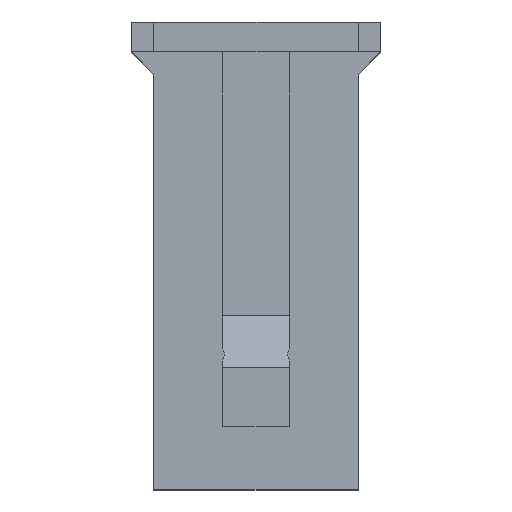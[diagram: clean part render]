
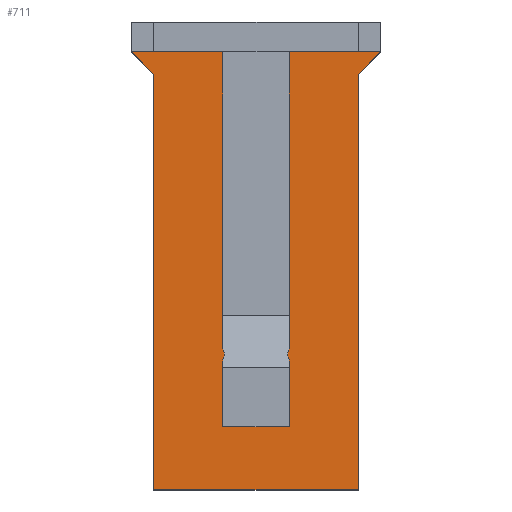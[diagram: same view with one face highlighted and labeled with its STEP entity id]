
A CAD part, top view. The second image highlights one B-rep face of the part: STEP entity #711.
In plain terms, the highlighted planar face has unit normal (0, 0, 1).
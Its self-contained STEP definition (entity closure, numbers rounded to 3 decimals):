
#16=CIRCLE('',#746,1.25);
#18=CIRCLE('',#749,1.25);
#53=FACE_OUTER_BOUND('',#91,.T.);
#91=EDGE_LOOP('',(#614,#615,#616,#617,#618,#619,#620,#621,#622,#623,#624,
#625,#626,#627,#628));
#104=LINE('',#964,#199);
#108=LINE('',#972,#203);
#111=LINE('',#979,#206);
#124=LINE('',#1004,#219);
#127=LINE('',#1009,#222);
#141=LINE('',#1036,#236);
#152=LINE('',#1067,#247);
#153=LINE('',#1069,#248);
#155=LINE('',#1073,#250);
#164=LINE('',#1091,#259);
#173=LINE('',#1109,#268);
#176=LINE('',#1113,#271);
#184=LINE('',#1128,#279);
#199=VECTOR('',#785,10.);
#203=VECTOR('',#791,10.);
#206=VECTOR('',#796,10.);
#219=VECTOR('',#817,10.);
#222=VECTOR('',#820,10.);
#236=VECTOR('',#840,10.);
#247=VECTOR('',#867,10.);
#248=VECTOR('',#870,10.);
#250=VECTOR('',#874,10.);
#259=VECTOR('',#891,10.);
#268=VECTOR('',#904,10.);
#271=VECTOR('',#909,10.);
#279=VECTOR('',#923,10.);
#293=VERTEX_POINT('',#962);
#294=VERTEX_POINT('',#963);
#297=VERTEX_POINT('',#971);
#299=VERTEX_POINT('',#977);
#300=VERTEX_POINT('',#978);
#308=VERTEX_POINT('',#1003);
#310=VERTEX_POINT('',#1008);
#320=VERTEX_POINT('',#1034);
#327=VERTEX_POINT('',#1051);
#328=VERTEX_POINT('',#1053);
#331=VERTEX_POINT('',#1060);
#332=VERTEX_POINT('',#1062);
#333=VERTEX_POINT('',#1072);
#338=VERTEX_POINT('',#1090);
#345=VERTEX_POINT('',#1108);
#359=EDGE_CURVE('',#293,#294,#104,.T.);
#363=EDGE_CURVE('',#297,#294,#108,.T.);
#366=EDGE_CURVE('',#299,#300,#111,.F.);
#379=EDGE_CURVE('',#293,#308,#124,.T.);
#382=EDGE_CURVE('',#310,#299,#127,.T.);
#396=EDGE_CURVE('',#320,#300,#141,.T.);
#404=EDGE_CURVE('',#328,#327,#16,.T.);
#408=EDGE_CURVE('',#332,#331,#18,.T.);
#411=EDGE_CURVE('',#308,#328,#152,.T.);
#412=EDGE_CURVE('',#331,#310,#153,.T.);
#414=EDGE_CURVE('',#333,#332,#155,.T.);
#423=EDGE_CURVE('',#297,#338,#164,.T.);
#432=EDGE_CURVE('',#345,#333,#173,.T.);
#435=EDGE_CURVE('',#327,#345,#176,.T.);
#443=EDGE_CURVE('',#338,#320,#184,.T.);
#614=ORIENTED_EDGE('',*,*,#379,.T.);
#615=ORIENTED_EDGE('',*,*,#411,.T.);
#616=ORIENTED_EDGE('',*,*,#404,.T.);
#617=ORIENTED_EDGE('',*,*,#435,.T.);
#618=ORIENTED_EDGE('',*,*,#432,.T.);
#619=ORIENTED_EDGE('',*,*,#414,.T.);
#620=ORIENTED_EDGE('',*,*,#408,.T.);
#621=ORIENTED_EDGE('',*,*,#412,.T.);
#622=ORIENTED_EDGE('',*,*,#382,.T.);
#623=ORIENTED_EDGE('',*,*,#366,.T.);
#624=ORIENTED_EDGE('',*,*,#396,.F.);
#625=ORIENTED_EDGE('',*,*,#443,.F.);
#626=ORIENTED_EDGE('',*,*,#423,.F.);
#627=ORIENTED_EDGE('',*,*,#363,.T.);
#628=ORIENTED_EDGE('',*,*,#359,.F.);
#676=PLANE('',#764);
#711=ADVANCED_FACE('',(#53),#676,.T.);
#746=AXIS2_PLACEMENT_3D('',#1054,#853,#854);
#749=AXIS2_PLACEMENT_3D('',#1063,#861,#862);
#764=AXIS2_PLACEMENT_3D('',#1136,#930,#931);
#785=DIRECTION('',(-0.707,-0.707,0.));
#791=DIRECTION('',(0.,1.,0.));
#796=DIRECTION('',(-0.707,0.707,0.));
#817=DIRECTION('',(-1.,0.,0.));
#820=DIRECTION('',(-1.,0.,0.));
#840=DIRECTION('',(0.,1.,0.));
#853=DIRECTION('center_axis',(0.,0.,1.));
#854=DIRECTION('ref_axis',(-0.8,0.6,0.));
#861=DIRECTION('center_axis',(0.,0.,1.));
#862=DIRECTION('ref_axis',(0.8,-0.6,0.));
#867=DIRECTION('',(0.,-1.,0.));
#870=DIRECTION('',(0.,1.,0.));
#874=DIRECTION('',(0.,1.,0.));
#891=DIRECTION('',(0.,-1.,0.));
#904=DIRECTION('',(-1.,0.,0.));
#909=DIRECTION('',(0.,-1.,0.));
#923=DIRECTION('',(-1.,0.,0.));
#930=DIRECTION('center_axis',(0.,0.,1.));
#931=DIRECTION('ref_axis',(1.,0.,0.));
#962=CARTESIAN_POINT('',(-20.75,59.,4.5));
#963=CARTESIAN_POINT('',(-23.75,56.,4.5));
#964=CARTESIAN_POINT('',(-43.812,35.937,4.5));
#971=CARTESIAN_POINT('',(-23.75,23.5,4.5));
#972=CARTESIAN_POINT('',(-23.75,23.5,4.5));
#977=CARTESIAN_POINT('',(-54.25,59.,4.5));
#978=CARTESIAN_POINT('',(-51.25,56.,4.5));
#979=CARTESIAN_POINT('',(-37.938,42.688,4.5));
#1003=CARTESIAN_POINT('',(-33.,59.,4.5));
#1004=CARTESIAN_POINT('',(-44.25,59.,4.5));
#1008=CARTESIAN_POINT('',(-42.,59.,4.5));
#1009=CARTESIAN_POINT('',(-44.25,59.,4.5));
#1034=CARTESIAN_POINT('',(-51.25,0.,4.5));
#1036=CARTESIAN_POINT('',(-51.25,0.,4.5));
#1051=CARTESIAN_POINT('',(-33.,17.5,4.5));
#1053=CARTESIAN_POINT('',(-33.,19.,4.5));
#1054=CARTESIAN_POINT('Origin',(-32.,18.25,4.5));
#1060=CARTESIAN_POINT('',(-42.,19.,4.5));
#1062=CARTESIAN_POINT('',(-42.,17.5,4.5));
#1063=CARTESIAN_POINT('Origin',(-43.,18.25,4.5));
#1067=CARTESIAN_POINT('',(-33.,11.75,4.5));
#1069=CARTESIAN_POINT('',(-42.,11.75,4.5));
#1072=CARTESIAN_POINT('',(-42.,8.5,4.5));
#1073=CARTESIAN_POINT('',(-42.,11.75,4.5));
#1090=CARTESIAN_POINT('',(-23.75,0.,4.5));
#1091=CARTESIAN_POINT('',(-23.75,0.,4.5));
#1108=CARTESIAN_POINT('',(-33.,8.5,4.5));
#1109=CARTESIAN_POINT('',(-42.25,8.5,4.5));
#1113=CARTESIAN_POINT('',(-33.,11.75,4.5));
#1128=CARTESIAN_POINT('',(-51.,0.,4.5));
#1136=CARTESIAN_POINT('Origin',(-51.,0.,4.5));
